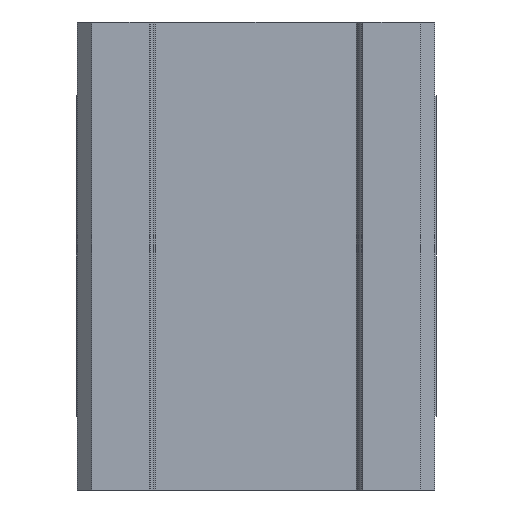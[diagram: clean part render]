
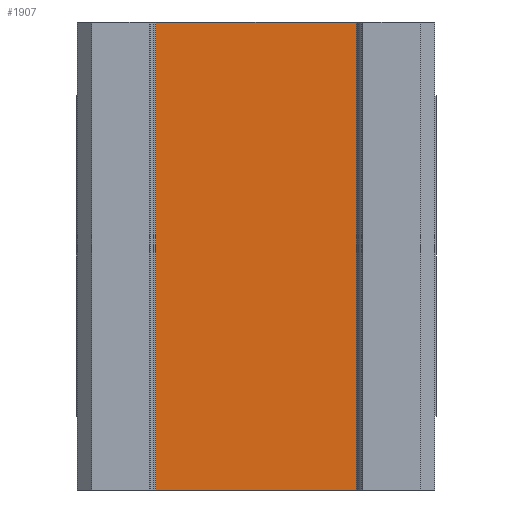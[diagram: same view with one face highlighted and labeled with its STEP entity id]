
A CAD part, front view. The second image highlights one B-rep face of the part: STEP entity #1907.
In plain terms, the highlighted planar face has unit normal (0, -1, 0).
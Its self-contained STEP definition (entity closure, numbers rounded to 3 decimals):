
#97=PLANE('',#2096);
#193=FACE_OUTER_BOUND('',#307,.T.);
#307=EDGE_LOOP('',(#1516,#1517,#1518,#1519));
#444=LINE('',#3034,#634);
#445=LINE('',#3036,#635);
#446=LINE('',#3038,#636);
#447=LINE('',#3039,#637);
#634=VECTOR('',#2489,10.);
#635=VECTOR('',#2490,10.);
#636=VECTOR('',#2491,10.);
#637=VECTOR('',#2492,10.);
#920=VERTEX_POINT('',#3032);
#921=VERTEX_POINT('',#3033);
#922=VERTEX_POINT('',#3035);
#923=VERTEX_POINT('',#3037);
#1144=EDGE_CURVE('',#920,#921,#444,.T.);
#1145=EDGE_CURVE('',#920,#922,#445,.T.);
#1146=EDGE_CURVE('',#923,#922,#446,.T.);
#1147=EDGE_CURVE('',#921,#923,#447,.T.);
#1516=ORIENTED_EDGE('',*,*,#1144,.F.);
#1517=ORIENTED_EDGE('',*,*,#1145,.T.);
#1518=ORIENTED_EDGE('',*,*,#1146,.F.);
#1519=ORIENTED_EDGE('',*,*,#1147,.F.);
#1907=ADVANCED_FACE('',(#193),#97,.F.);
#2096=AXIS2_PLACEMENT_3D('',#3031,#2487,#2488);
#2487=DIRECTION('center_axis',(0.,1.,0.));
#2488=DIRECTION('ref_axis',(-1.,0.,0.));
#2489=DIRECTION('',(-1.,0.,0.));
#2490=DIRECTION('',(0.,0.,1.));
#2491=DIRECTION('',(1.,0.,0.));
#2492=DIRECTION('',(0.,0.,1.));
#3031=CARTESIAN_POINT('Origin',(8.37,-2.15,0.));
#3032=CARTESIAN_POINT('',(8.37,-2.15,-19.5));
#3033=CARTESIAN_POINT('',(-8.37,-2.15,-19.5));
#3034=CARTESIAN_POINT('',(4.185,-2.15,-19.5));
#3035=CARTESIAN_POINT('',(8.37,-2.15,19.5));
#3036=CARTESIAN_POINT('',(8.37,-2.15,0.));
#3037=CARTESIAN_POINT('',(-8.37,-2.15,19.5));
#3038=CARTESIAN_POINT('',(4.185,-2.15,19.5));
#3039=CARTESIAN_POINT('',(-8.37,-2.15,0.));
